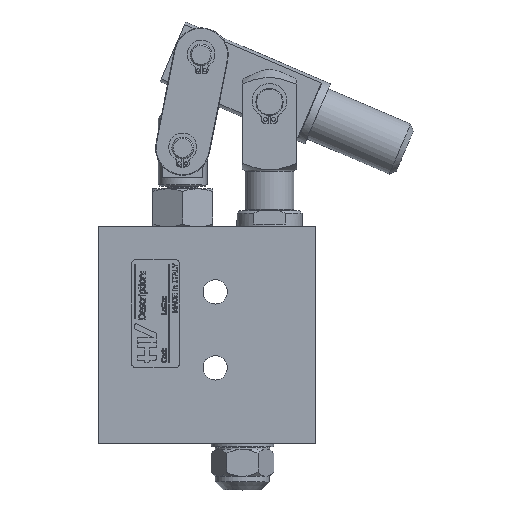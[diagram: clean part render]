
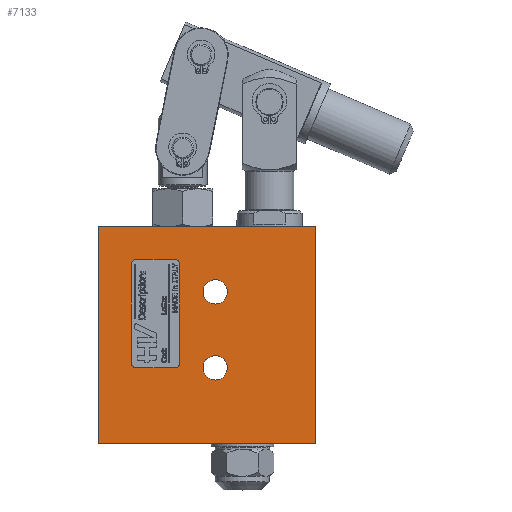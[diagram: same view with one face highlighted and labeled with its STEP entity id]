
A CAD part, top view. The second image highlights one B-rep face of the part: STEP entity #7133.
In plain terms, the highlighted planar face has unit normal (0, 0, 1).
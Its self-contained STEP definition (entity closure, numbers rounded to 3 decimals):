
#6859=CARTESIAN_POINT('',(7.5,-12.,15.0));
#6860=VERTEX_POINT('',#6859);
#6861=CARTESIAN_POINT('',(3.,-12.,15.0));
#6862=DIRECTION('',(0.0,0.0,-1.0));
#6863=DIRECTION('',(1.0,0.0,0.0));
#6864=AXIS2_PLACEMENT_3D('',#6861,#6862,#6863);
#6865=CIRCLE('',#6864,4.5);
#6866=EDGE_CURVE('',#6860,#6860,#6865,.T.);
#6887=CARTESIAN_POINT('',(7.5,16.,15.0));
#6888=VERTEX_POINT('',#6887);
#6889=CARTESIAN_POINT('',(3.,16.,15.0));
#6890=DIRECTION('',(0.0,0.0,-1.0));
#6891=DIRECTION('',(1.0,0.0,0.0));
#6892=AXIS2_PLACEMENT_3D('',#6889,#6890,#6891);
#6893=CIRCLE('',#6892,4.5);
#6894=EDGE_CURVE('',#6888,#6888,#6893,.T.);
#6950=CARTESIAN_POINT('',(-40.0,-40.0,15.0));
#6951=VERTEX_POINT('',#6950);
#6952=CARTESIAN_POINT('',(-40.0,40.,15.0));
#6953=VERTEX_POINT('',#6952);
#6954=CARTESIAN_POINT('',(-40.0,-40.0,15.0));
#6955=DIRECTION('',(0.0,1.0,0.0));
#6956=VECTOR('',#6955,80.0);
#6957=LINE('',#6954,#6956);
#6958=EDGE_CURVE('',#6951,#6953,#6957,.T.);
#6984=CARTESIAN_POINT('',(40.0,40.,15.0));
#6985=VERTEX_POINT('',#6984);
#6986=CARTESIAN_POINT('',(40.0,-40.0,15.0));
#6987=VERTEX_POINT('',#6986);
#6988=CARTESIAN_POINT('',(40.0,40.,15.0));
#6989=DIRECTION('',(0.0,-1.0,0.0));
#6990=VECTOR('',#6989,80.0);
#6991=LINE('',#6988,#6990);
#6992=EDGE_CURVE('',#6985,#6987,#6991,.T.);
#7018=CARTESIAN_POINT('',(40.0,-40.0,15.0));
#7019=DIRECTION('',(-1.0,0.0,0.0));
#7020=VECTOR('',#7019,80.0);
#7021=LINE('',#7018,#7020);
#7022=EDGE_CURVE('',#6987,#6951,#7021,.T.);
#7041=CARTESIAN_POINT('',(0.0,0.,15.0));
#7042=DIRECTION('',(0.0,0.0,1.0));
#7043=DIRECTION('',(1.0,0.0,0.0));
#7044=AXIS2_PLACEMENT_3D('',#7041,#7042,#7043);
#7045=PLANE('',#7044);
#7046=ORIENTED_EDGE('',*,*,#6958,.F.);
#7047=ORIENTED_EDGE('',*,*,#7022,.F.);
#7048=ORIENTED_EDGE('',*,*,#6992,.F.);
#7049=CARTESIAN_POINT('',(-40.0,40.,15.0));
#7050=DIRECTION('',(1.0,0.0,0.0));
#7051=VECTOR('',#7050,80.0);
#7052=LINE('',#7049,#7051);
#7053=EDGE_CURVE('',#6953,#6985,#7052,.T.);
#7054=ORIENTED_EDGE('',*,*,#7053,.F.);
#7055=EDGE_LOOP('',(#7046,#7047,#7048,#7054));
#7056=FACE_OUTER_BOUND('',#7055,.T.);
#7057=CARTESIAN_POINT('',(-26.,-12.,15.0));
#7058=VERTEX_POINT('',#7057);
#7059=CARTESIAN_POINT('',(-28.0,-10.,15.0));
#7060=VERTEX_POINT('',#7059);
#7061=CARTESIAN_POINT('',(-26.,-10.,15.0));
#7062=DIRECTION('',(0.0,0.0,-1.0));
#7063=DIRECTION('',(-1.0,0.0,0.0));
#7064=AXIS2_PLACEMENT_3D('',#7061,#7062,#7063);
#7065=CIRCLE('',#7064,2.0);
#7066=EDGE_CURVE('',#7058,#7060,#7065,.T.);
#7067=ORIENTED_EDGE('',*,*,#7066,.T.);
#7068=CARTESIAN_POINT('',(-28.0,26.,15.0));
#7069=VERTEX_POINT('',#7068);
#7070=CARTESIAN_POINT('',(-28.0,-10.,15.0));
#7071=DIRECTION('',(0.0,1.0,0.0));
#7072=VECTOR('',#7071,36.0);
#7073=LINE('',#7070,#7072);
#7074=EDGE_CURVE('',#7060,#7069,#7073,.T.);
#7075=ORIENTED_EDGE('',*,*,#7074,.T.);
#7076=CARTESIAN_POINT('',(-26.,28.,15.0));
#7077=VERTEX_POINT('',#7076);
#7078=CARTESIAN_POINT('',(-26.,26.,15.0));
#7079=DIRECTION('',(0.0,0.0,-1.0));
#7080=DIRECTION('',(0.0,1.0,0.0));
#7081=AXIS2_PLACEMENT_3D('',#7078,#7079,#7080);
#7082=CIRCLE('',#7081,2.0);
#7083=EDGE_CURVE('',#7069,#7077,#7082,.T.);
#7084=ORIENTED_EDGE('',*,*,#7083,.T.);
#7085=CARTESIAN_POINT('',(-12.,28.,15.0));
#7086=VERTEX_POINT('',#7085);
#7087=CARTESIAN_POINT('',(-26.,28.,15.0));
#7088=DIRECTION('',(1.0,0.0,0.0));
#7089=VECTOR('',#7088,14.);
#7090=LINE('',#7087,#7089);
#7091=EDGE_CURVE('',#7077,#7086,#7090,.T.);
#7092=ORIENTED_EDGE('',*,*,#7091,.T.);
#7093=CARTESIAN_POINT('',(-10.,26.,15.0));
#7094=VERTEX_POINT('',#7093);
#7095=CARTESIAN_POINT('',(-12.,26.,15.0));
#7096=DIRECTION('',(0.0,0.0,-1.0));
#7097=DIRECTION('',(1.0,0.0,0.0));
#7098=AXIS2_PLACEMENT_3D('',#7095,#7096,#7097);
#7099=CIRCLE('',#7098,2.);
#7100=EDGE_CURVE('',#7086,#7094,#7099,.T.);
#7101=ORIENTED_EDGE('',*,*,#7100,.T.);
#7102=CARTESIAN_POINT('',(-10.,-10.,15.0));
#7103=VERTEX_POINT('',#7102);
#7104=CARTESIAN_POINT('',(-10.,26.,15.0));
#7105=DIRECTION('',(0.0,-1.0,0.0));
#7106=VECTOR('',#7105,36.);
#7107=LINE('',#7104,#7106);
#7108=EDGE_CURVE('',#7094,#7103,#7107,.T.);
#7109=ORIENTED_EDGE('',*,*,#7108,.T.);
#7110=CARTESIAN_POINT('',(-12.,-12.,15.0));
#7111=VERTEX_POINT('',#7110);
#7112=CARTESIAN_POINT('',(-12.,-10.,15.0));
#7113=DIRECTION('',(0.0,0.0,-1.0));
#7114=DIRECTION('',(0.0,-1.0,0.0));
#7115=AXIS2_PLACEMENT_3D('',#7112,#7113,#7114);
#7116=CIRCLE('',#7115,2.);
#7117=EDGE_CURVE('',#7103,#7111,#7116,.T.);
#7118=ORIENTED_EDGE('',*,*,#7117,.T.);
#7119=CARTESIAN_POINT('',(-12.,-12.,15.0));
#7120=DIRECTION('',(-1.0,0.0,0.0));
#7121=VECTOR('',#7120,14.);
#7122=LINE('',#7119,#7121);
#7123=EDGE_CURVE('',#7111,#7058,#7122,.T.);
#7124=ORIENTED_EDGE('',*,*,#7123,.T.);
#7125=EDGE_LOOP('',(#7067,#7075,#7084,#7092,#7101,#7109,#7118,#7124));
#7126=FACE_BOUND('',#7125,.T.);
#7127=ORIENTED_EDGE('',*,*,#6866,.T.);
#7128=EDGE_LOOP('',(#7127));
#7129=FACE_BOUND('',#7128,.T.);
#7130=ORIENTED_EDGE('',*,*,#6894,.T.);
#7131=EDGE_LOOP('',(#7130));
#7132=FACE_BOUND('',#7131,.T.);
#7133=ADVANCED_FACE('',(#7056,#7126,#7129,#7132),#7045,.T.);
